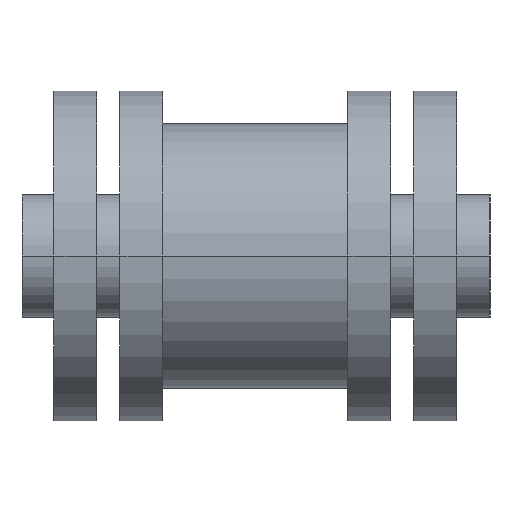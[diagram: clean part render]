
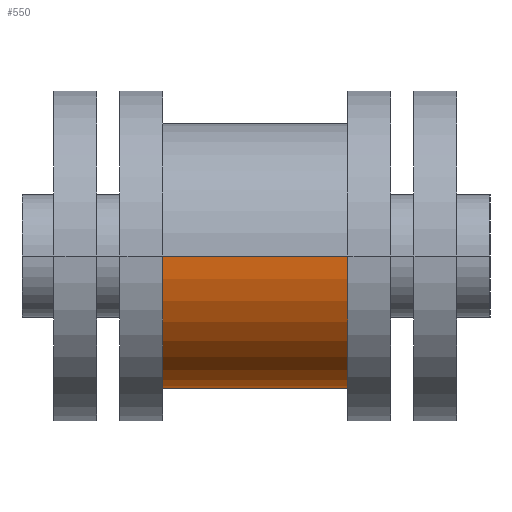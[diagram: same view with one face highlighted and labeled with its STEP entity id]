
A CAD part, left-side view. The second image highlights one B-rep face of the part: STEP entity #550.
In plain terms, the highlighted cylindrical face has radius 2 mm (diameter 4 mm), a partial arc.
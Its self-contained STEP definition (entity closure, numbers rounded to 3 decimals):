
#550=ADVANCED_FACE('',(#1136),#1137,.T.);
#1136=FACE_OUTER_BOUND('',#1765,.T.);
#1137=CYLINDRICAL_SURFACE('',#1766,2.0);
#1765=EDGE_LOOP('',(#3081,#3082,#3083,#3084));
#1766=AXIS2_PLACEMENT_3D('',#3085,#3086,#3087);
#3081=ORIENTED_EDGE('',*,*,#4012,.F.);
#3082=ORIENTED_EDGE('',*,*,#4013,.F.);
#3083=ORIENTED_EDGE('',*,*,#4014,.F.);
#3084=ORIENTED_EDGE('',*,*,#4015,.F.);
#3085=CARTESIAN_POINT('',(6.0,2.05,0.0));
#3086=DIRECTION('',(-0.0,1.0,0.0));
#3087=DIRECTION('',(1.0,0.0,0.0));
#4012=EDGE_CURVE('',#4853,#4854,#4855,.T.);
#4013=EDGE_CURVE('',#4856,#4853,#4857,.T.);
#4014=EDGE_CURVE('',#4858,#4856,#4859,.T.);
#4015=EDGE_CURVE('',#4854,#4858,#4860,.T.);
#4853=VERTEX_POINT('',#5872);
#4854=VERTEX_POINT('',#5873);
#4855=LINE('',#5874,#5875);
#4856=VERTEX_POINT('',#5876);
#4857=CIRCLE('',#5877,2.0);
#4858=VERTEX_POINT('',#5878);
#4859=LINE('',#5879,#5880);
#4860=CIRCLE('',#5881,2.0);
#5872=CARTESIAN_POINT('',(8.0,0.65,0.0));
#5873=CARTESIAN_POINT('',(8.0,3.45,0.0));
#5874=CARTESIAN_POINT('',(8.0,2.05,0.));
#5875=VECTOR('',#6873,1.0);
#5876=CARTESIAN_POINT('',(4.0,0.65,0.));
#5877=AXIS2_PLACEMENT_3D('',#6874,#6875,#6876);
#5878=CARTESIAN_POINT('',(4.0,3.45,0.));
#5879=CARTESIAN_POINT('',(4.0,2.05,0.));
#5880=VECTOR('',#6877,1.0);
#5881=AXIS2_PLACEMENT_3D('',#6878,#6879,#6880);
#6873=DIRECTION('',(0.0,1.0,0.0));
#6874=CARTESIAN_POINT('',(6.0,0.65,0.0));
#6875=DIRECTION('',(0.0,-1.0,0.0));
#6876=DIRECTION('',(1.0,0.0,0.0));
#6877=DIRECTION('',(-0.0,-1.0,-0.0));
#6878=CARTESIAN_POINT('',(6.0,3.45,0.0));
#6879=DIRECTION('',(-0.0,1.0,0.0));
#6880=DIRECTION('',(1.0,0.0,0.0));
